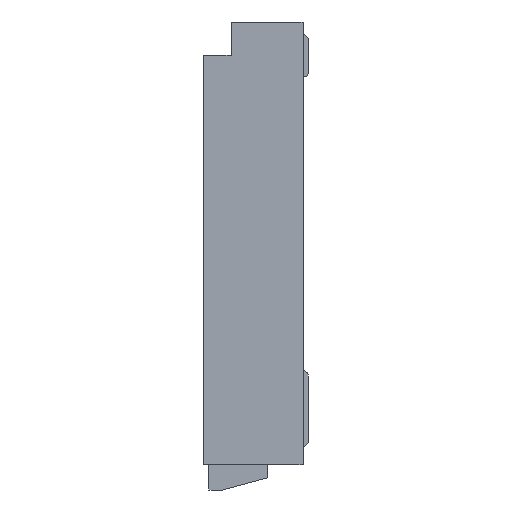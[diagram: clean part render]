
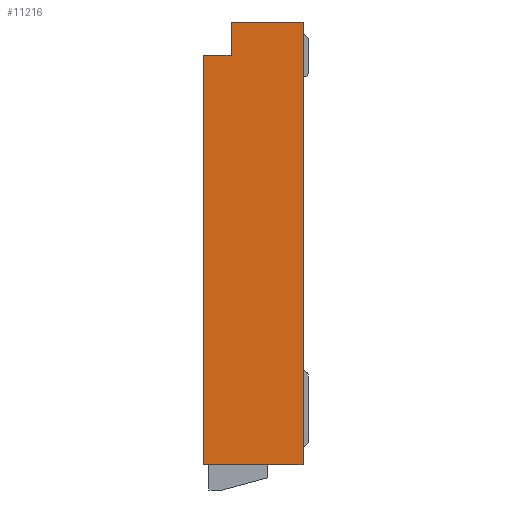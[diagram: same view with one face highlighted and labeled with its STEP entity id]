
A CAD part, left-side view. The second image highlights one B-rep face of the part: STEP entity #11216.
In plain terms, the highlighted planar face has unit normal (-1, 0, 0).
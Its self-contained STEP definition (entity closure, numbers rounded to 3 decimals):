
#413=PLANE('',#11906);
#1404=LINE('',#16889,#2877);
#1582=LINE('',#17246,#3055);
#1729=LINE('',#17563,#3202);
#1844=LINE('',#17800,#3317);
#1846=LINE('',#17804,#3319);
#1847=LINE('',#17805,#3320);
#2877=VECTOR('',#13707,1000.);
#3055=VECTOR('',#14061,1000.);
#3202=VECTOR('',#14348,1000.);
#3317=VECTOR('',#14557,1000.);
#3319=VECTOR('',#14561,1000.);
#3320=VECTOR('',#14562,1000.);
#3882=FACE_OUTER_BOUND('',#4397,.T.);
#4397=EDGE_LOOP('',(#10110,#10111,#10112,#10113,#10114,#10115));
#5355=VERTEX_POINT('',#16887);
#5356=VERTEX_POINT('',#16888);
#5447=VERTEX_POINT('',#17245);
#5547=VERTEX_POINT('',#17561);
#5622=VERTEX_POINT('',#17799);
#5623=VERTEX_POINT('',#17803);
#6729=EDGE_CURVE('',#5355,#5356,#1404,.T.);
#6914=EDGE_CURVE('',#5447,#5355,#1582,.T.);
#7075=EDGE_CURVE('',#5356,#5547,#1729,.T.);
#7197=EDGE_CURVE('',#5622,#5447,#1844,.T.);
#7199=EDGE_CURVE('',#5623,#5547,#1846,.T.);
#7200=EDGE_CURVE('',#5622,#5623,#1847,.T.);
#10110=ORIENTED_EDGE('',*,*,#7197,.T.);
#10111=ORIENTED_EDGE('',*,*,#6914,.T.);
#10112=ORIENTED_EDGE('',*,*,#6729,.T.);
#10113=ORIENTED_EDGE('',*,*,#7075,.T.);
#10114=ORIENTED_EDGE('',*,*,#7199,.F.);
#10115=ORIENTED_EDGE('',*,*,#7200,.F.);
#11216=ADVANCED_FACE('',(#3882),#413,.T.);
#11906=AXIS2_PLACEMENT_3D('',#17802,#14559,#14560);
#13707=DIRECTION('',(0.,1.,0.));
#14061=DIRECTION('',(0.,0.,-1.));
#14348=DIRECTION('',(0.,0.,-1.));
#14557=DIRECTION('',(0.,1.,0.));
#14559=DIRECTION('center_axis',(-1.,0.,0.));
#14560=DIRECTION('ref_axis',(0.,-1.,0.));
#14561=DIRECTION('',(0.,1.,0.));
#14562=DIRECTION('',(0.,0.,-1.));
#16887=CARTESIAN_POINT('',(0.,0.65,-0.3));
#16888=CARTESIAN_POINT('',(0.,0.9,-0.3));
#16889=CARTESIAN_POINT('',(0.,1.576,-0.3));
#17245=CARTESIAN_POINT('',(0.,0.65,0.));
#17246=CARTESIAN_POINT('',(0.,0.65,0.));
#17561=CARTESIAN_POINT('',(0.,0.9,-4.));
#17563=CARTESIAN_POINT('',(0.,0.9,0.));
#17799=CARTESIAN_POINT('',(0.,0.,0.));
#17800=CARTESIAN_POINT('',(0.,0.9,0.));
#17802=CARTESIAN_POINT('Origin',(0.,0.9,0.));
#17803=CARTESIAN_POINT('',(0.,0.,
-4.));
#17804=CARTESIAN_POINT('',(0.,0.,-4.));
#17805=CARTESIAN_POINT('',(0.,0.,0.));
